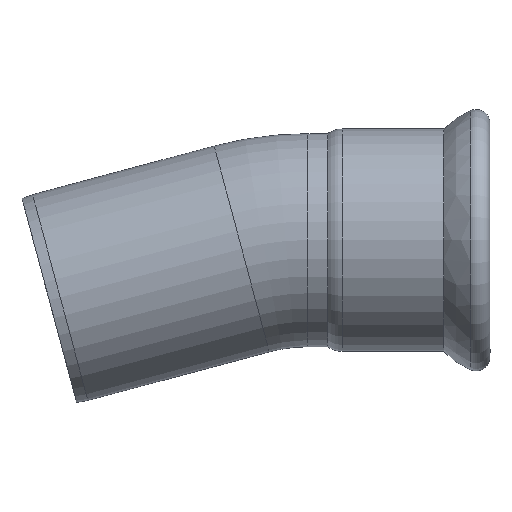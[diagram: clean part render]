
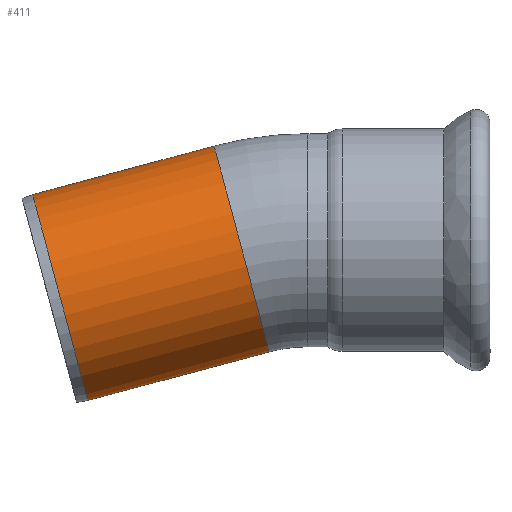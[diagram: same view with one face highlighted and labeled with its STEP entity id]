
A CAD part, top view. The second image highlights one B-rep face of the part: STEP entity #411.
In plain terms, the highlighted cylindrical face has radius 54 mm (diameter 108 mm), a full revolution.
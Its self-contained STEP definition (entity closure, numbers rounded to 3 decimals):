
#25=LINE('',#774,#36);
#36=VECTOR('',#594,54.);
#44=CYLINDRICAL_SURFACE('',#475,54.);
#64=FACE_OUTER_BOUND('',#84,.T.);
#84=EDGE_LOOP('',(#315,#316,#317,#318,#319,#320));
#121=CIRCLE('',#473,54.);
#122=CIRCLE('',#474,54.);
#123=CIRCLE('',#476,54.);
#124=CIRCLE('',#477,54.);
#175=VERTEX_POINT('',#764);
#176=VERTEX_POINT('',#765);
#177=VERTEX_POINT('',#770);
#178=VERTEX_POINT('',#771);
#229=EDGE_CURVE('',#175,#176,#121,.T.);
#230=EDGE_CURVE('',#176,#175,#122,.T.);
#232=EDGE_CURVE('',#177,#178,#123,.T.);
#233=EDGE_CURVE('',#178,#177,#124,.T.);
#234=EDGE_CURVE('',#178,#176,#25,.T.);
#315=ORIENTED_EDGE('',*,*,#232,.F.);
#316=ORIENTED_EDGE('',*,*,#233,.F.);
#317=ORIENTED_EDGE('',*,*,#234,.T.);
#318=ORIENTED_EDGE('',*,*,#230,.T.);
#319=ORIENTED_EDGE('',*,*,#229,.T.);
#320=ORIENTED_EDGE('',*,*,#234,.F.);
#411=ADVANCED_FACE('',(#64),#44,.T.);
#473=AXIS2_PLACEMENT_3D('',#766,#583,#584);
#474=AXIS2_PLACEMENT_3D('',#767,#585,#586);
#475=AXIS2_PLACEMENT_3D('',#769,#588,#589);
#476=AXIS2_PLACEMENT_3D('',#772,#590,#591);
#477=AXIS2_PLACEMENT_3D('',#773,#592,#593);
#583=DIRECTION('center_axis',(0.966,0.259,0.));
#584=DIRECTION('ref_axis',(0.259,-0.966,0.));
#585=DIRECTION('center_axis',(0.966,0.259,0.));
#586=DIRECTION('ref_axis',(0.259,-0.966,0.));
#588=DIRECTION('center_axis',(0.966,0.259,0.));
#589=DIRECTION('ref_axis',(-0.259,0.966,0.));
#590=DIRECTION('center_axis',(0.966,0.259,0.));
#591=DIRECTION('ref_axis',(0.,0.,-1.));
#592=DIRECTION('center_axis',(0.966,0.259,0.));
#593=DIRECTION('ref_axis',(0.,0.,-1.));
#594=DIRECTION('',(-0.966,-0.259,0.));
#764=CARTESIAN_POINT('',(-231.771,23.099,0.));
#765=CARTESIAN_POINT('',(-203.819,-81.221,0.));
#766=CARTESIAN_POINT('Origin',(-217.795,-29.061,0.));
#767=CARTESIAN_POINT('Origin',(-217.795,-29.061,0.));
#769=CARTESIAN_POINT('Origin',(-171.806,-16.739,0.));
#770=CARTESIAN_POINT('',(-125.817,-4.416,-54.));
#771=CARTESIAN_POINT('',(-111.841,-56.576,0.));
#772=CARTESIAN_POINT('Origin',(-125.817,-4.416,0.));
#773=CARTESIAN_POINT('Origin',(-125.817,-4.416,0.));
#774=CARTESIAN_POINT('',(-157.83,-68.899,0.));
